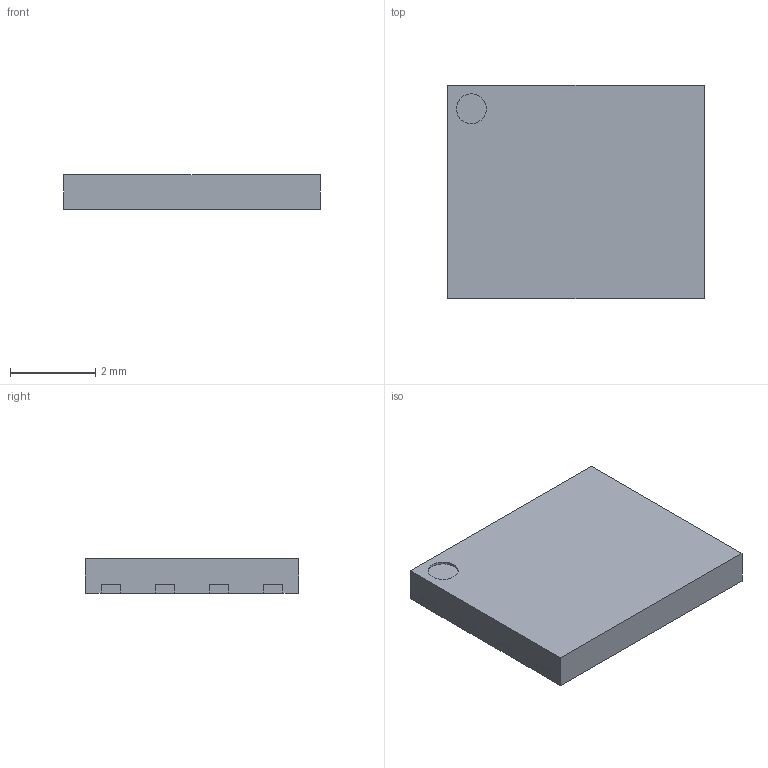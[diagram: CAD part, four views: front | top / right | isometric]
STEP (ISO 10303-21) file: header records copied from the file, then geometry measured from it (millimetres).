
FILE_DESCRIPTION(/* description */ (''),/* implementation_level */ '2;1');
FILE_NAME(/* name */ 'SON127P600X500X80-9N-R350X410.stp',/* time_stamp */ '2017-08-07T11:48:49+02:00',/* author */ ('riccim'),/* organization */ ('SolidWorks'),/* preprocessor_version */ 'ST-DEVELOPER v16.5',/* originating_system */ 'AutoCAD Mechanical',/* authorisation */ ' ');
FILE_SCHEMA (('AUTOMOTIVE_DESIGN { 1 0 10303 214 3 1 1 }'));
Length unit declared in the file: millimetre
Products named in the file (1): Product
Bounding box: 6 x 5 x 0.8 mm (x, y, z)
Volume: 24 mm3; surface area: 118.8 mm2
Topology: 10 solids, 10 shells, 99 faces, 231 edges, 154 vertices
Faces by surface type: plane 82, cylinder 17
Full cylindrical faces by diameter (mm): 0.7 x1
Entity records: 2824 total; most frequent: CARTESIAN_POINT 484, DIRECTION 464, ORIENTED_EDGE 460, EDGE_CURVE 230, LINE 196, VECTOR 196, VERTEX_POINT 154, AXIS2_PLACEMENT_3D 134
